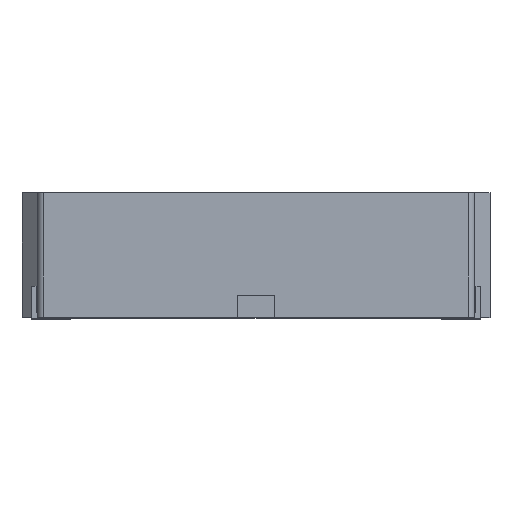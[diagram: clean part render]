
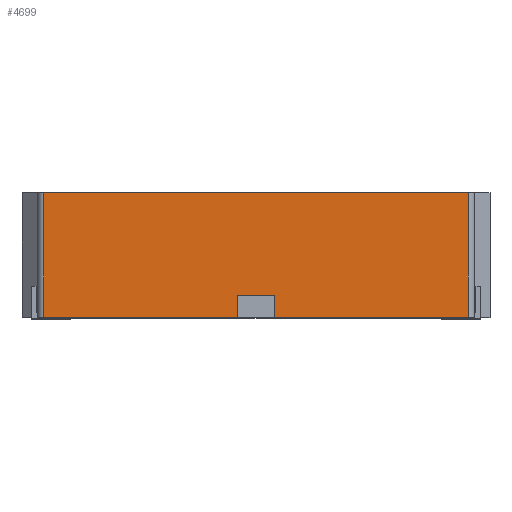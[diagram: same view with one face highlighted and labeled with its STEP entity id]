
A CAD part, top view. The second image highlights one B-rep face of the part: STEP entity #4699.
In plain terms, the highlighted planar face has unit normal (0, 0, 1).
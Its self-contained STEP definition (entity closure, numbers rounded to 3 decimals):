
#202=PLANE('',#5055);
#429=FACE_OUTER_BOUND('',#683,.T.);
#683=EDGE_LOOP('',(#4122,#4123,#4124,#4125,#4126,#4127,#4128,#4129));
#854=LINE('',#6748,#1392);
#995=LINE('',#7108,#1533);
#999=LINE('',#7116,#1537);
#1197=LINE('',#7556,#1735);
#1198=LINE('',#7560,#1736);
#1199=LINE('',#7561,#1737);
#1200=LINE('',#7562,#1738);
#1201=LINE('',#7563,#1739);
#1392=VECTOR('',#5363,1.2);
#1533=VECTOR('',#5720,6.2);
#1537=VECTOR('',#5724,6.2);
#1735=VECTOR('',#6158,4.);
#1736=VECTOR('',#6163,4.);
#1737=VECTOR('',#6164,0.7);
#1738=VECTOR('',#6165,0.7);
#1739=VECTOR('',#6166,13.6);
#2114=VERTEX_POINT('',#6746);
#2115=VERTEX_POINT('',#6747);
#2225=VERTEX_POINT('',#7105);
#2226=VERTEX_POINT('',#7107);
#2229=VERTEX_POINT('',#7113);
#2230=VERTEX_POINT('',#7115);
#2354=VERTEX_POINT('',#7555);
#2355=VERTEX_POINT('',#7559);
#2569=EDGE_CURVE('',#2114,#2115,#854,.T.);
#2748=EDGE_CURVE('',#2226,#2225,#995,.T.);
#2752=EDGE_CURVE('',#2230,#2229,#999,.T.);
#2975=EDGE_CURVE('',#2225,#2354,#1197,.T.);
#2977=EDGE_CURVE('',#2355,#2230,#1198,.T.);
#2978=EDGE_CURVE('',#2229,#2114,#1199,.T.);
#2979=EDGE_CURVE('',#2115,#2226,#1200,.T.);
#2980=EDGE_CURVE('',#2355,#2354,#1201,.T.);
#4122=ORIENTED_EDGE('',*,*,#2977,.T.);
#4123=ORIENTED_EDGE('',*,*,#2752,.T.);
#4124=ORIENTED_EDGE('',*,*,#2978,.T.);
#4125=ORIENTED_EDGE('',*,*,#2569,.T.);
#4126=ORIENTED_EDGE('',*,*,#2979,.T.);
#4127=ORIENTED_EDGE('',*,*,#2748,.T.);
#4128=ORIENTED_EDGE('',*,*,#2975,.T.);
#4129=ORIENTED_EDGE('',*,*,#2980,.F.);
#4699=ADVANCED_FACE('',(#429),#202,.T.);
#5055=AXIS2_PLACEMENT_3D('',#7558,#6161,#6162);
#5363=DIRECTION('',(1.,0.,0.));
#5720=DIRECTION('',(1.,0.,0.));
#5724=DIRECTION('',(1.,0.,0.));
#6158=DIRECTION('',(0.,1.,0.));
#6161=DIRECTION('center_axis',(0.,0.,1.));
#6162=DIRECTION('ref_axis',(1.,0.,0.));
#6163=DIRECTION('',(0.,-1.,0.));
#6164=DIRECTION('',(0.,1.,0.));
#6165=DIRECTION('',(0.,-1.,0.));
#6166=DIRECTION('',(1.,0.,0.));
#6746=CARTESIAN_POINT('',(-0.6,-3.3,7.5));
#6747=CARTESIAN_POINT('',(0.6,-3.3,7.5));
#6748=CARTESIAN_POINT('',(-0.6,-3.3,7.5));
#7105=CARTESIAN_POINT('',(6.8,-4.,7.5));
#7107=CARTESIAN_POINT('',(0.6,-4.,7.5));
#7108=CARTESIAN_POINT('',(0.6,-4.,7.5));
#7113=CARTESIAN_POINT('',(-0.6,-4.,7.5));
#7115=CARTESIAN_POINT('',(-6.8,-4.,7.5));
#7116=CARTESIAN_POINT('',(-6.8,-4.,7.5));
#7555=CARTESIAN_POINT('',(6.8,0.,7.5));
#7556=CARTESIAN_POINT('',(6.8,-4.,7.5));
#7558=CARTESIAN_POINT('Origin',(-7.,0.,7.5));
#7559=CARTESIAN_POINT('',(-6.8,0.,7.5));
#7560=CARTESIAN_POINT('',(-6.8,0.,7.5));
#7561=CARTESIAN_POINT('',(-0.6,-4.,7.5));
#7562=CARTESIAN_POINT('',(0.6,-3.3,7.5));
#7563=CARTESIAN_POINT('',(-6.8,0.,7.5));
